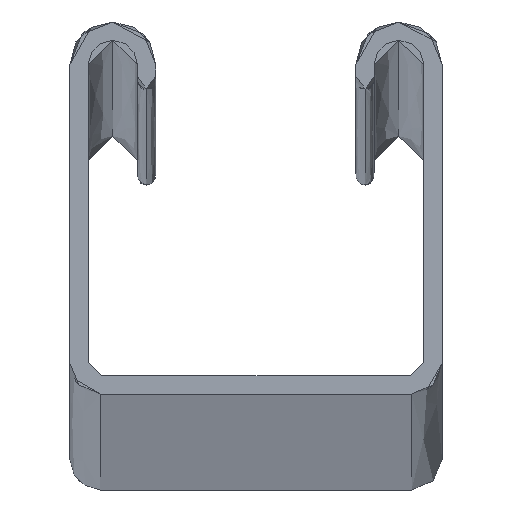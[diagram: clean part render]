
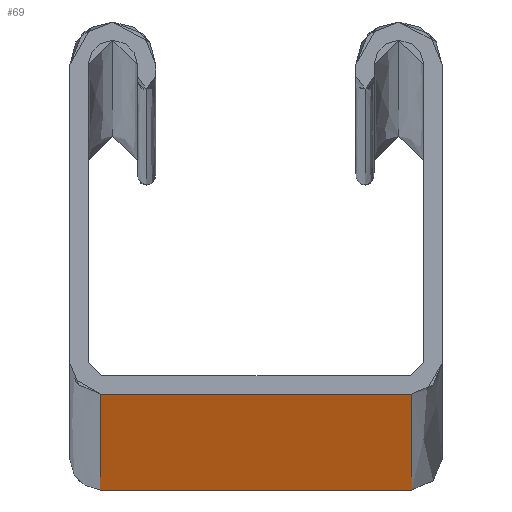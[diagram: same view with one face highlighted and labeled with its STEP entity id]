
A CAD part, top view. The second image highlights one B-rep face of the part: STEP entity #69.
In plain terms, the highlighted planar face has unit normal (0, -1, 0).
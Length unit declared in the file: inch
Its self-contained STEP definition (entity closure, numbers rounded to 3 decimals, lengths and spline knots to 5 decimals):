
#69=ADVANCED_FACE('',(#151),#152,.T.);
#151=FACE_OUTER_BOUND('',#271,.T.);
#152=PLANE('',#272);
#271=EDGE_LOOP('',(#469,#470,#471,#472));
#272=AXIS2_PLACEMENT_3D('',#473,#474,#475);
#469=ORIENTED_EDGE('',*,*,#674,.T.);
#470=ORIENTED_EDGE('',*,*,#675,.F.);
#471=ORIENTED_EDGE('',*,*,#676,.T.);
#472=ORIENTED_EDGE('',*,*,#677,.T.);
#473=CARTESIAN_POINT('',(0.33972,0.0,0.0));
#474=DIRECTION('',(0.0,-1.0,0.0));
#475=DIRECTION('',(1.0,0.0,0.0));
#674=EDGE_CURVE('',#805,#806,#807,.T.);
#675=EDGE_CURVE('',#808,#806,#809,.T.);
#676=EDGE_CURVE('',#808,#810,#811,.T.);
#677=EDGE_CURVE('',#810,#805,#812,.T.);
#805=VERTEX_POINT('',#1008);
#806=VERTEX_POINT('',#1009);
#807=LINE('',#1010,#1011);
#808=VERTEX_POINT('',#1012);
#809=LINE('',#1013,#1014);
#810=VERTEX_POINT('',#1015);
#811=LINE('',#1016,#1017);
#812=LINE('',#1018,#1019);
#1008=CARTESIAN_POINT('',(0.67944,0.0,120.0));
#1009=CARTESIAN_POINT('',(0.0,0.0,120.0));
#1010=CARTESIAN_POINT('',(0.0,0.0,120.0));
#1011=VECTOR('',#1224,1.0);
#1012=CARTESIAN_POINT('',(0.0,0.0,0.0));
#1013=CARTESIAN_POINT('',(0.0,0.0,0.0));
#1014=VECTOR('',#1225,1.0);
#1015=CARTESIAN_POINT('',(0.67944,0.0,0.0));
#1016=CARTESIAN_POINT('',(0.0,0.0,0.0));
#1017=VECTOR('',#1226,1.0);
#1018=CARTESIAN_POINT('',(0.67944,0.0,0.0));
#1019=VECTOR('',#1227,1.0);
#1224=DIRECTION('',(-1.0,-0.0,-0.0));
#1225=DIRECTION('',(0.0,0.0,1.0));
#1226=DIRECTION('',(1.0,0.0,0.0));
#1227=DIRECTION('',(0.0,0.0,1.0));
